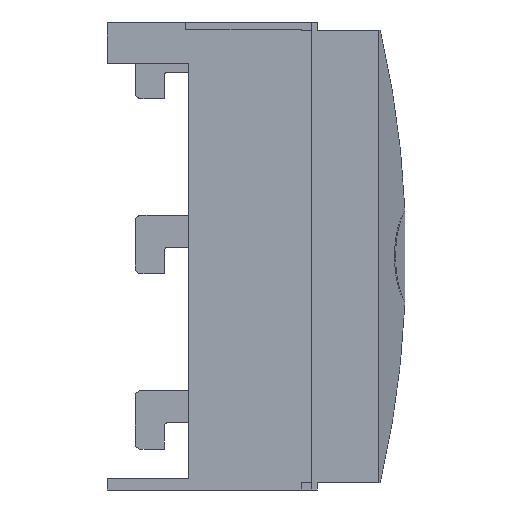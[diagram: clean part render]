
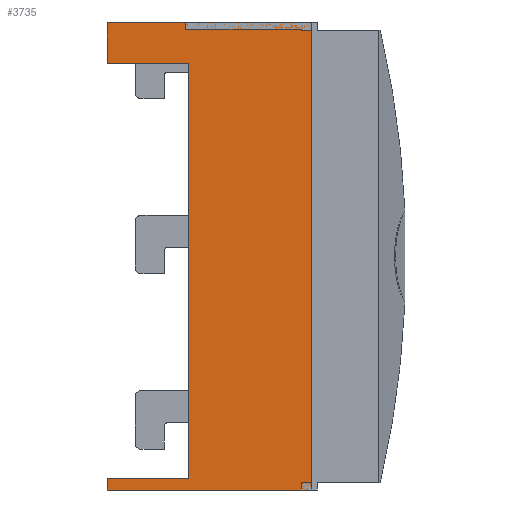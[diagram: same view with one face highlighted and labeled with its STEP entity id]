
A CAD part, left-side view. The second image highlights one B-rep face of the part: STEP entity #3735.
In plain terms, the highlighted face is planar.
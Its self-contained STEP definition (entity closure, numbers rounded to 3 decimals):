
#948=ORIENTED_EDGE('',*,*,#1538,.T.);
#949=ORIENTED_EDGE('',*,*,#1543,.T.);
#950=ORIENTED_EDGE('',*,*,#1546,.T.);
#951=ORIENTED_EDGE('',*,*,#1510,.T.);
#952=ORIENTED_EDGE('',*,*,#1549,.T.);
#953=ORIENTED_EDGE('',*,*,#1554,.T.);
#954=ORIENTED_EDGE('',*,*,#1557,.T.);
#955=ORIENTED_EDGE('',*,*,#1528,.T.);
#1510=EDGE_CURVE('',#1878,#1877,#2209,.T.);
#1528=EDGE_CURVE('',#1894,#1893,#2227,.T.);
#1538=EDGE_CURVE('',#1893,#1901,#2237,.T.);
#1543=EDGE_CURVE('',#1901,#1905,#2242,.T.);
#1546=EDGE_CURVE('',#1905,#1878,#2245,.T.);
#1549=EDGE_CURVE('',#1877,#1907,#2248,.T.);
#1554=EDGE_CURVE('',#1907,#1911,#2253,.T.);
#1557=EDGE_CURVE('',#1911,#1894,#2256,.T.);
#1877=VERTEX_POINT('',#5783);
#1878=VERTEX_POINT('',#5785);
#1893=VERTEX_POINT('',#5820);
#1894=VERTEX_POINT('',#5822);
#1901=VERTEX_POINT('',#5839);
#1905=VERTEX_POINT('',#5849);
#1907=VERTEX_POINT('',#5859);
#1911=VERTEX_POINT('',#5869);
#2209=LINE('',#5784,#2593);
#2227=LINE('',#5821,#2611);
#2237=LINE('',#5840,#2621);
#2242=LINE('',#5850,#2626);
#2245=LINE('',#5854,#2629);
#2248=LINE('',#5860,#2632);
#2253=LINE('',#5870,#2637);
#2256=LINE('',#5874,#2640);
#2593=VECTOR('',#4756,1000.);
#2611=VECTOR('',#4780,1000.);
#2621=VECTOR('',#4792,1000.);
#2626=VECTOR('',#4799,1000.);
#2629=VECTOR('',#4804,1000.);
#2632=VECTOR('',#4809,1000.);
#2637=VECTOR('',#4816,1000.);
#2640=VECTOR('',#4821,1000.);
#2854=EDGE_LOOP('',(#948,#949,#950,#951,#952,#953,#954,#955));
#3048=FACE_BOUND('',#2854,.T.);
#3189=PLANE('',#4016);
#3735=ADVANCED_FACE('',(#3048),#3189,.T.);
#4016=AXIS2_PLACEMENT_3D('',#5891,#4833,#4834);
#4756=DIRECTION('',(1.,0.,0.));
#4780=DIRECTION('',(-1.,0.,0.));
#4792=DIRECTION('',(0.,-1.,0.));
#4799=DIRECTION('',(1.,0.,0.));
#4804=DIRECTION('',(0.,1.,0.));
#4809=DIRECTION('',(0.,-1.,0.));
#4816=DIRECTION('',(1.,0.,0.));
#4821=DIRECTION('',(0.,1.,0.));
#4833=DIRECTION('',(0.,0.,1.));
#4834=DIRECTION('',(1.,0.,0.));
#5783=CARTESIAN_POINT('',(76.,-42.,27.));
#5784=CARTESIAN_POINT('',(-66.,-42.,27.));
#5785=CARTESIAN_POINT('',(-66.,-42.,27.));
#5820=CARTESIAN_POINT('',(-80.,0.,27.));
#5821=CARTESIAN_POINT('',(80.,0.,27.));
#5822=CARTESIAN_POINT('',(80.,0.,27.));
#5839=CARTESIAN_POINT('',(-80.,-70.,27.));
#5840=CARTESIAN_POINT('',(-80.,0.,27.));
#5849=CARTESIAN_POINT('',(-66.,-70.,27.));
#5850=CARTESIAN_POINT('',(-80.,-70.,27.));
#5854=CARTESIAN_POINT('',(-66.,-70.,27.));
#5859=CARTESIAN_POINT('',(76.,-70.,27.));
#5860=CARTESIAN_POINT('',(76.,-42.,27.));
#5869=CARTESIAN_POINT('',(80.,-70.,27.));
#5870=CARTESIAN_POINT('',(76.,-70.,27.));
#5874=CARTESIAN_POINT('',(80.,-70.,27.));
#5891=CARTESIAN_POINT('',(0.,0.,27.));
